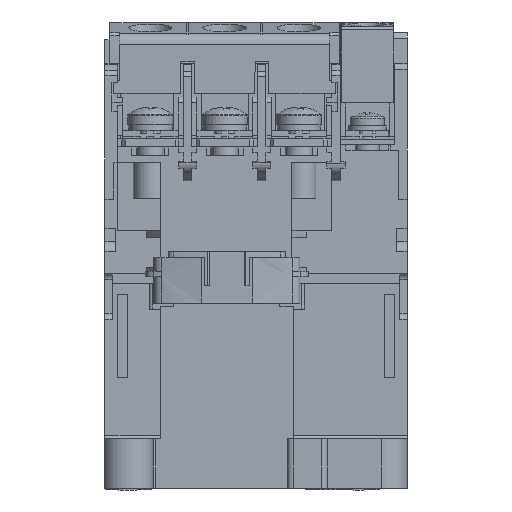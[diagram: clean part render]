
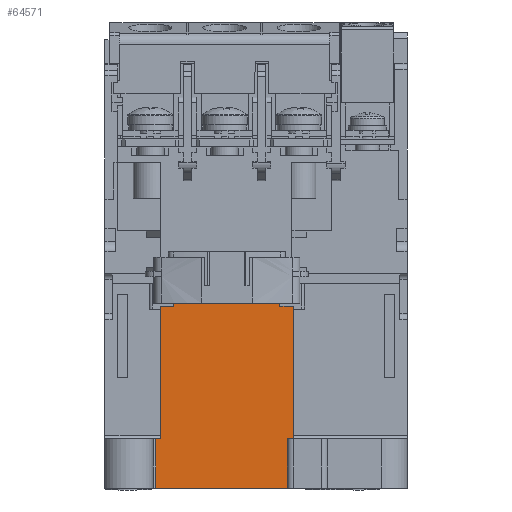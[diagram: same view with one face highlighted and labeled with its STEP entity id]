
A CAD part, front view. The second image highlights one B-rep face of the part: STEP entity #64571.
In plain terms, the highlighted planar face has unit normal (0, -1, 0).
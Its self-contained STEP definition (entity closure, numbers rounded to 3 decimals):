
#2318 = LINE ( 'NONE', #13573, #58520 ) ;
#2784 = VERTEX_POINT ( 'NONE', #31201 ) ;
#3375 = VERTEX_POINT ( 'NONE', #78146 ) ;
#3716 = VERTEX_POINT ( 'NONE', #67063 ) ;
#4463 = DIRECTION ( 'NONE',  ( 0., 0., -1. ) ) ;
#4933 = DIRECTION ( 'NONE',  ( 0., 1., 0. ) ) ;
#6239 = VECTOR ( 'NONE', #17291, 1000. ) ;
#7502 = VERTEX_POINT ( 'NONE', #27478 ) ;
#7525 = ORIENTED_EDGE ( 'NONE', *, *, #75102, .F. ) ;
#8052 = VECTOR ( 'NONE', #30645, 1000. ) ;
#9366 = CARTESIAN_POINT ( 'NONE',  ( 12., -30., 4.2 ) ) ;
#9498 = VERTEX_POINT ( 'NONE', #32935 ) ;
#9514 = LINE ( 'NONE', #10314, #66633 ) ;
#9791 = EDGE_CURVE ( 'NONE', #70689, #41678, #44427, .T. ) ;
#9909 = ORIENTED_EDGE ( 'NONE', *, *, #21707, .T. ) ;
#10314 = CARTESIAN_POINT ( 'NONE',  ( 9.7, -30., 33.05 ) ) ;
#11210 = DIRECTION ( 'NONE',  ( 0., 0., 1. ) ) ;
#13573 = CARTESIAN_POINT ( 'NONE',  ( 12., -30., 27.4 ) ) ;
#13740 = EDGE_CURVE ( 'NONE', #13844, #7502, #9514, .T. ) ;
#13844 = VERTEX_POINT ( 'NONE', #16985 ) ;
#14361 = VECTOR ( 'NONE', #80752, 1000. ) ;
#16189 = DIRECTION ( 'NONE',  ( 0., 0., -1. ) ) ;
#16985 = CARTESIAN_POINT ( 'NONE',  ( 9.7, -30., 33.05 ) ) ;
#17291 = DIRECTION ( 'NONE',  ( 0., 0., 1. ) ) ;
#17663 = CARTESIAN_POINT ( 'NONE',  ( -11.2, -30., 33.05 ) ) ;
#19877 = ORIENTED_EDGE ( 'NONE', *, *, #38391, .T. ) ;
#20399 = ORIENTED_EDGE ( 'NONE', *, *, #49035, .F. ) ;
#21707 = EDGE_CURVE ( 'NONE', #36200, #72168, #44285, .T. ) ;
#21749 = ORIENTED_EDGE ( 'NONE', *, *, #57205, .F. ) ;
#21958 = EDGE_LOOP ( 'NONE', ( #23923, #7525, #68838, #33631, #46648, #20399, #19877, #28264, #67297, #21749, #42685, #9909 ) ) ;
#22349 = EDGE_CURVE ( 'NONE', #38316, #36200, #73248, .T. ) ;
#22935 = EDGE_CURVE ( 'NONE', #41678, #3375, #42049, .T. ) ;
#23772 = CARTESIAN_POINT ( 'NONE',  ( -12.5, -30., -4.5 ) ) ;
#23923 = ORIENTED_EDGE ( 'NONE', *, *, #24538, .T. ) ;
#24443 = VECTOR ( 'NONE', #31943, 1000. ) ;
#24538 = EDGE_CURVE ( 'NONE', #72168, #3716, #59691, .T. ) ;
#26357 = DIRECTION ( 'NONE',  ( 1., 0., 0. ) ) ;
#27393 = DIRECTION ( 'NONE',  ( 1., 0., 0. ) ) ;
#27399 = LINE ( 'NONE', #73684, #14361 ) ;
#27478 = CARTESIAN_POINT ( 'NONE',  ( 9.7, -30., 27.4 ) ) ;
#28264 = ORIENTED_EDGE ( 'NONE', *, *, #9791, .T. ) ;
#30645 = DIRECTION ( 'NONE',  ( -1., 0., 0. ) ) ;
#31201 = CARTESIAN_POINT ( 'NONE',  ( -8.9, -30., 27.4 ) ) ;
#31943 = DIRECTION ( 'NONE',  ( -1., 0., 0. ) ) ;
#32244 = LINE ( 'NONE', #58886, #38448 ) ;
#32935 = CARTESIAN_POINT ( 'NONE',  ( -11.2, -30., 27.4 ) ) ;
#33001 = VERTEX_POINT ( 'NONE', #47000 ) ;
#33631 = ORIENTED_EDGE ( 'NONE', *, *, #58506, .T. ) ;
#36200 = VERTEX_POINT ( 'NONE', #55331 ) ;
#36661 = PLANE ( 'NONE',  #36967 ) ;
#36967 = AXIS2_PLACEMENT_3D ( 'NONE', #23772, #4933, #11210 ) ;
#38316 = VERTEX_POINT ( 'NONE', #77139 ) ;
#38391 = EDGE_CURVE ( 'NONE', #9498, #70689, #41219, .T. ) ;
#38448 = VECTOR ( 'NONE', #51404, 1000. ) ;
#38462 = VECTOR ( 'NONE', #66332, 1000. ) ;
#38827 = CARTESIAN_POINT ( 'NONE',  ( -11.2, -30., 4.2 ) ) ;
#41219 = LINE ( 'NONE', #66244, #82125 ) ;
#41678 = VERTEX_POINT ( 'NONE', #57191 ) ;
#42049 = LINE ( 'NONE', #67066, #72996 ) ;
#42685 = ORIENTED_EDGE ( 'NONE', *, *, #22349, .T. ) ;
#44285 = LINE ( 'NONE', #38827, #67357 ) ;
#44427 = LINE ( 'NONE', #63603, #24443 ) ;
#45087 = VECTOR ( 'NONE', #57221, 1000. ) ;
#46648 = ORIENTED_EDGE ( 'NONE', *, *, #73665, .F. ) ;
#47000 = CARTESIAN_POINT ( 'NONE',  ( -8.9, -30., 33.05 ) ) ;
#49035 = EDGE_CURVE ( 'NONE', #9498, #2784, #27399, .T. ) ;
#50555 = CARTESIAN_POINT ( 'NONE',  ( -12.5, -30., -4.5 ) ) ;
#51404 = DIRECTION ( 'NONE',  ( 0., 0., 1. ) ) ;
#55331 = CARTESIAN_POINT ( 'NONE',  ( 11., -30., 4.2 ) ) ;
#57191 = CARTESIAN_POINT ( 'NONE',  ( -12.025, -30., 4.2 ) ) ;
#57205 = EDGE_CURVE ( 'NONE', #38316, #3375, #63871, .T. ) ;
#57221 = DIRECTION ( 'NONE',  ( -1., 0., 0. ) ) ;
#58506 = EDGE_CURVE ( 'NONE', #13844, #33001, #62320, .T. ) ;
#58520 = VECTOR ( 'NONE', #27393, 1000. ) ;
#58886 = CARTESIAN_POINT ( 'NONE',  ( -8.9, -30., 33.05 ) ) ;
#59691 = LINE ( 'NONE', #65519, #38462 ) ;
#60887 = FACE_OUTER_BOUND ( 'NONE', #21958, .T. ) ;
#61232 = DIRECTION ( 'NONE',  ( 0., 0., -1. ) ) ;
#62320 = LINE ( 'NONE', #17663, #8052 ) ;
#63603 = CARTESIAN_POINT ( 'NONE',  ( -12.5, -30., 4.2 ) ) ;
#63871 = LINE ( 'NONE', #50555, #45087 ) ;
#64571 = ADVANCED_FACE ( 'NONE', ( #60887 ), #36661, .F. ) ;
#65519 = CARTESIAN_POINT ( 'NONE',  ( 12., -30., 4.2 ) ) ;
#66244 = CARTESIAN_POINT ( 'NONE',  ( -11.2, -30., 4.2 ) ) ;
#66332 = DIRECTION ( 'NONE',  ( 0., 0., 1. ) ) ;
#66633 = VECTOR ( 'NONE', #4463, 1000. ) ;
#67063 = CARTESIAN_POINT ( 'NONE',  ( 12., -30., 27.4 ) ) ;
#67066 = CARTESIAN_POINT ( 'NONE',  ( -12.025, -30., -4.5 ) ) ;
#67297 = ORIENTED_EDGE ( 'NONE', *, *, #22935, .T. ) ;
#67357 = VECTOR ( 'NONE', #26357, 1000. ) ;
#68838 = ORIENTED_EDGE ( 'NONE', *, *, #13740, .F. ) ;
#70689 = VERTEX_POINT ( 'NONE', #79241 ) ;
#72168 = VERTEX_POINT ( 'NONE', #9366 ) ;
#72996 = VECTOR ( 'NONE', #61232, 1000. ) ;
#73248 = LINE ( 'NONE', #74479, #6239 ) ;
#73665 = EDGE_CURVE ( 'NONE', #2784, #33001, #32244, .T. ) ;
#73684 = CARTESIAN_POINT ( 'NONE',  ( -11.2, -30., 27.4 ) ) ;
#74479 = CARTESIAN_POINT ( 'NONE',  ( 11., -30., -4.5 ) ) ;
#75102 = EDGE_CURVE ( 'NONE', #7502, #3716, #2318, .T. ) ;
#77139 = CARTESIAN_POINT ( 'NONE',  ( 11., -30., -4.5 ) ) ;
#78146 = CARTESIAN_POINT ( 'NONE',  ( -12.025, -30., -4.5 ) ) ;
#79241 = CARTESIAN_POINT ( 'NONE',  ( -11.2, -30., 4.2 ) ) ;
#80752 = DIRECTION ( 'NONE',  ( 1., 0., 0. ) ) ;
#82125 = VECTOR ( 'NONE', #16189, 1000. ) ;
